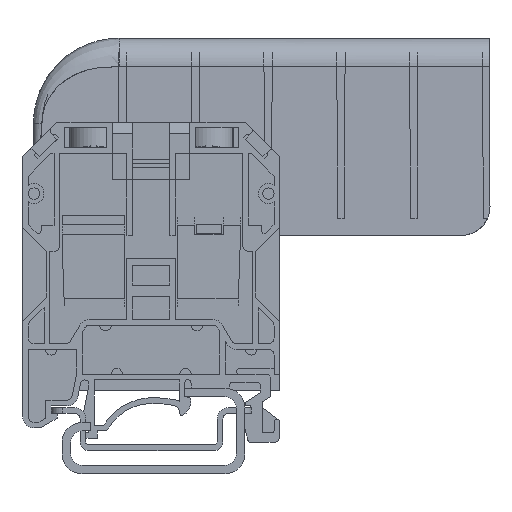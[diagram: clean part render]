
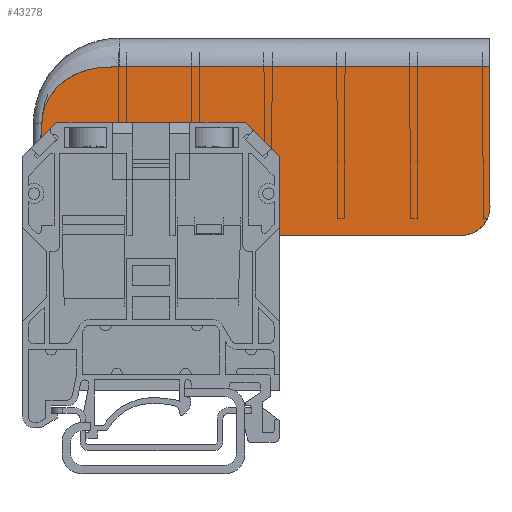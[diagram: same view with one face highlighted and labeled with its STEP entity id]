
A CAD part, left-side view. The second image highlights one B-rep face of the part: STEP entity #43278.
In plain terms, the highlighted face is planar.
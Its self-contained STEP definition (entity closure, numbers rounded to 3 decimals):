
#77=(
BOUNDED_CURVE()
B_SPLINE_CURVE(3,(#67075,#67076,#67077,#67078,#67079,#67080,#67081),
 .UNSPECIFIED.,.F.,.F.)
B_SPLINE_CURVE_WITH_KNOTS((4,3,4),(-0.21,-0.08,-0.015),
 .PIECEWISE_BEZIER_KNOTS.)
CURVE()
GEOMETRIC_REPRESENTATION_ITEM()
RATIONAL_B_SPLINE_CURVE((1.,1.,1.,1.,1.,1.,1.))
REPRESENTATION_ITEM('')
);
#78=(
BOUNDED_CURVE()
B_SPLINE_CURVE(3,(#67113,#67114,#67115,#67116),.UNSPECIFIED.,.F.,.F.)
B_SPLINE_CURVE_WITH_KNOTS((4,4),(0.,0.019),
 .PIECEWISE_BEZIER_KNOTS.)
CURVE()
GEOMETRIC_REPRESENTATION_ITEM()
RATIONAL_B_SPLINE_CURVE((1.,1.,1.,1.))
REPRESENTATION_ITEM('')
);
#171=B_SPLINE_CURVE_WITH_KNOTS('',3,(#67083,#67084,#67085,#67086,#67087,
#67088,#67089,#67090,#67091,#67092,#67093,#67094,#67095,#67096,#67097,#67098,
#67099,#67100,#67101,#67102,#67103,#67104,#67105,#67106,#67107,#67108,#67109,
#67110,#67111),.UNSPECIFIED.,.F.,.F.,(4,1,1,1,1,1,1,1,1,1,1,1,1,1,1,1,1,
1,1,1,1,1,1,1,1,1,4),(0.,0.063,0.094,0.109,0.125,0.141,0.156,
0.188,0.219,0.234,0.25,0.266,0.281,0.313,0.375,0.438,0.469,
0.5,0.531,0.563,0.625,0.688,0.75,0.813,0.875,0.938,1.),
 .UNSPECIFIED.);
#300=ELLIPSE('',#47108,5.,5.);
#7796=ORIENTED_EDGE('',*,*,#17372,.F.);
#7797=ORIENTED_EDGE('',*,*,#17433,.T.);
#7798=ORIENTED_EDGE('',*,*,#17382,.F.);
#7799=ORIENTED_EDGE('',*,*,#17434,.T.);
#7800=ORIENTED_EDGE('',*,*,#17435,.T.);
#7801=ORIENTED_EDGE('',*,*,#17436,.T.);
#17372=EDGE_CURVE('',#22702,#22703,#27583,.F.);
#17382=EDGE_CURVE('',#22711,#22712,#27591,.T.);
#17433=EDGE_CURVE('',#22702,#22712,#300,.T.);
#17434=EDGE_CURVE('',#22711,#22749,#77,.T.);
#17435=EDGE_CURVE('',#22749,#22750,#171,.T.);
#17436=EDGE_CURVE('',#22750,#22703,#78,.F.);
#22702=VERTEX_POINT('',#66785);
#22703=VERTEX_POINT('',#66787);
#22711=VERTEX_POINT('',#66813);
#22712=VERTEX_POINT('',#66815);
#22749=VERTEX_POINT('',#67082);
#22750=VERTEX_POINT('',#67112);
#27583=LINE('',#66786,#32847);
#27591=LINE('',#66814,#32855);
#32847=VECTOR('',#54220,1000.);
#32855=VECTOR('',#54230,1000.);
#36536=EDGE_LOOP('',(#7796,#7797,#7798,#7799,#7800,#7801));
#39050=FACE_BOUND('',#36536,.T.);
#41356=PLANE('',#47107);
#43278=ADVANCED_FACE('',(#39050),#41356,.T.);
#47107=AXIS2_PLACEMENT_3D('',#67073,#54281,#54282);
#47108=AXIS2_PLACEMENT_3D('',#67074,#54283,#54284);
#54220=DIRECTION('',(1.,0.,0.));
#54230=DIRECTION('',(0.004,1.,-0.004));
#54281=DIRECTION('',(0.,-0.004,-1.));
#54282=DIRECTION('',(0.,1.,-0.004));
#54283=DIRECTION('',(0.,-0.004,-1.));
#54284=DIRECTION('',(0.,1.,-0.004));
#66785=CARTESIAN_POINT('',(34.978,8.,-17.));
#66786=CARTESIAN_POINT('',(-38.5,8.,-17.));
#66787=CARTESIAN_POINT('',(-40.,8.,-17.));
#66813=CARTESIAN_POINT('',(39.871,-21.522,-16.871));
#66814=CARTESIAN_POINT('',(39.999,7.856,-16.999));
#66815=CARTESIAN_POINT('',(39.978,2.978,-16.978));
#67073=CARTESIAN_POINT('',(-38.5,8.,-17.));
#67074=CARTESIAN_POINT('',(34.978,3.,-16.978));
#67075=CARTESIAN_POINT('',(169.83,-21.522,-16.871));
#67076=CARTESIAN_POINT('',(126.553,-21.522,-16.871));
#67077=CARTESIAN_POINT('',(83.277,-21.522,-16.871));
#67078=CARTESIAN_POINT('',(40.,-21.522,-16.871));
#67079=CARTESIAN_POINT('',(18.362,-21.522,-16.871));
#67080=CARTESIAN_POINT('',(-3.277,-21.522,-16.871));
#67081=CARTESIAN_POINT('',(-24.915,-21.522,-16.871));
#67082=CARTESIAN_POINT('',(-24.915,-21.522,-16.871));
#67083=CARTESIAN_POINT('',(-24.915,-21.522,-16.871));
#67084=CARTESIAN_POINT('',(-25.295,-21.522,-16.871));
#67085=CARTESIAN_POINT('',(-25.829,-21.516,-16.871));
#67086=CARTESIAN_POINT('',(-26.379,-21.5,-16.871));
#67087=CARTESIAN_POINT('',(-26.685,-21.487,-16.871));
#67088=CARTESIAN_POINT('',(-26.875,-21.478,-16.871));
#67089=CARTESIAN_POINT('',(-27.173,-21.461,-16.871));
#67090=CARTESIAN_POINT('',(-27.524,-21.436,-16.872));
#67091=CARTESIAN_POINT('',(-27.965,-21.396,-16.872));
#67092=CARTESIAN_POINT('',(-28.379,-21.348,-16.872));
#67093=CARTESIAN_POINT('',(-28.712,-21.302,-16.872));
#67094=CARTESIAN_POINT('',(-28.929,-21.269,-16.872));
#67095=CARTESIAN_POINT('',(-29.246,-21.215,-16.873));
#67096=CARTESIAN_POINT('',(-29.628,-21.142,-16.873));
#67097=CARTESIAN_POINT('',(-30.299,-20.994,-16.873));
#67098=CARTESIAN_POINT('',(-31.211,-20.73,-16.875));
#67099=CARTESIAN_POINT('',(-32.071,-20.4,-16.876));
#67100=CARTESIAN_POINT('',(-32.739,-20.088,-16.877));
#67101=CARTESIAN_POINT('',(-33.192,-19.851,-16.878));
#67102=CARTESIAN_POINT('',(-33.753,-19.522,-16.88));
#67103=CARTESIAN_POINT('',(-34.426,-19.069,-16.882));
#67104=CARTESIAN_POINT('',(-35.205,-18.452,-16.885));
#67105=CARTESIAN_POINT('',(-36.13,-17.516,-16.889));
#67106=CARTESIAN_POINT('',(-36.88,-16.532,-16.893));
#67107=CARTESIAN_POINT('',(-37.551,-15.366,-16.898));
#67108=CARTESIAN_POINT('',(-38.024,-14.182,-16.903));
#67109=CARTESIAN_POINT('',(-38.344,-12.866,-16.909));
#67110=CARTESIAN_POINT('',(-38.413,-12.002,-16.913));
#67111=CARTESIAN_POINT('',(-38.415,-11.565,-16.915));
#67112=CARTESIAN_POINT('',(-38.415,-11.565,-16.915));
#67113=CARTESIAN_POINT('',(-40.,8.,-17.));
#67114=CARTESIAN_POINT('',(-39.222,1.479,-16.972));
#67115=CARTESIAN_POINT('',(-38.443,-5.041,-16.943));
#67116=CARTESIAN_POINT('',(-38.415,-11.565,-16.915));
